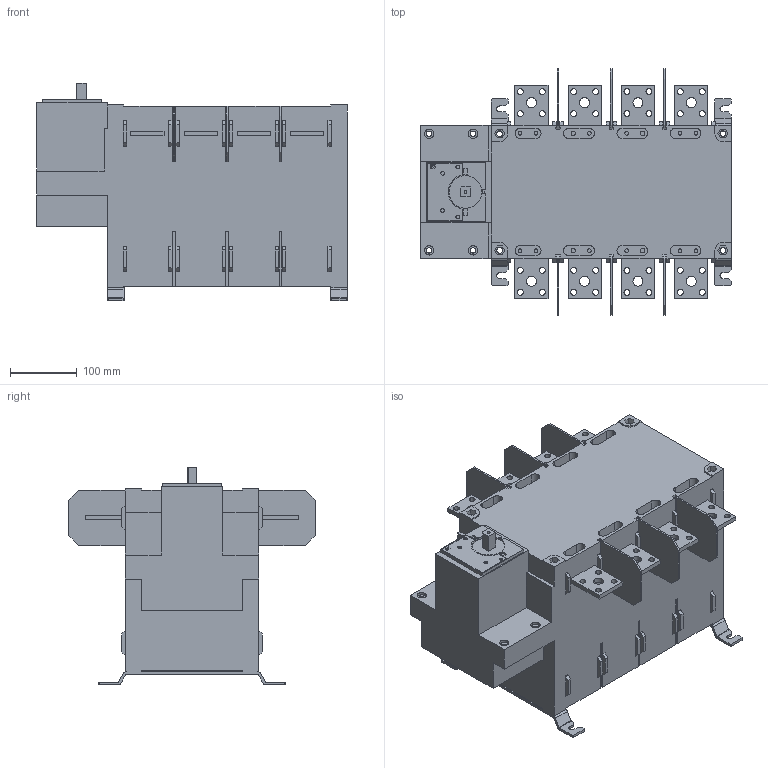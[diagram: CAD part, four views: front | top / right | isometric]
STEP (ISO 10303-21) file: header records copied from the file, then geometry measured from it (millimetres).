
FILE_DESCRIPTION((''),'2;1');
FILE_NAME('LBS_800_4P_CO','2017-10-25T',('luka.skrinjar'),('Audax d.o.o.'),'CREO PARAMETRIC BY PTC INC, 2016050','CREO PARAMETRIC BY PTC INC, 2016050','');
FILE_SCHEMA(('AUTOMOTIVE_DESIGN { 1 0 10303 214 1 1 1 1 }'));
Length unit declared in the file: millimetre
Products named in the file (1): LBS_800_4P_CO
Bounding box: 466 x 370 x 327.04 mm (x, y, z)
Volume: 21852539.4 mm3; surface area: 855015.2 mm2
Topology: 1 solids, 3 shells, 1262 faces, 3330 edges, 2188 vertices
Faces by surface type: plane 915, cylinder 290, extrusion 29, cone 24, torus 4
Entity records: 39525 total; most frequent: CARTESIAN_POINT 7307, ORIENTED_EDGE 6660, DIRECTION 6421, EDGE_CURVE 3330, VECTOR 2647, LINE 2618, VERTEX_POINT 2188, AXIS2_PLACEMENT_3D 1887
